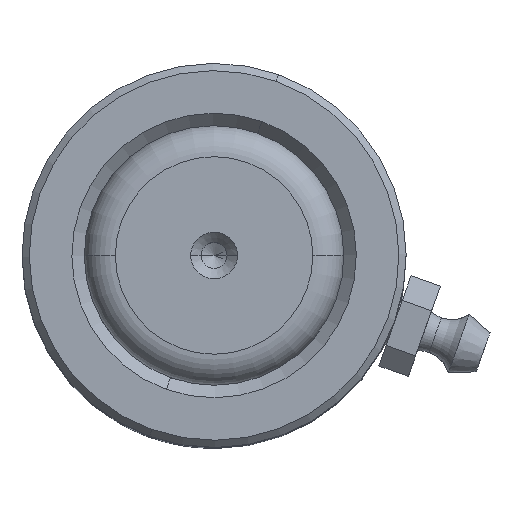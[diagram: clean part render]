
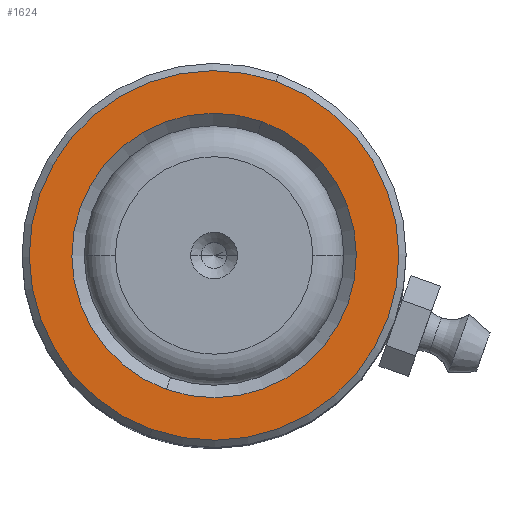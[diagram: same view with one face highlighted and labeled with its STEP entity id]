
A CAD part, top view. The second image highlights one B-rep face of the part: STEP entity #1624.
In plain terms, the highlighted planar face has unit normal (0, 0, 1).
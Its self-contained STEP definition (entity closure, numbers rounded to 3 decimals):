
#11 = CARTESIAN_POINT ( 'NONE',  ( -17.8, 0., 60. ) ) ;
#136 = VERTEX_POINT ( 'NONE', #3769 ) ;
#301 = AXIS2_PLACEMENT_3D ( 'NONE', #8544, #5217, #2556 ) ;
#518 = FACE_OUTER_BOUND ( 'NONE', #1134, .T. ) ;
#521 = ORIENTED_EDGE ( 'NONE', *, *, #6603, .T. ) ;
#1065 = DIRECTION ( 'NONE',  ( 1., 0., 0. ) ) ;
#1128 = AXIS2_PLACEMENT_3D ( 'NONE', #4389, #5073, #1065 ) ;
#1134 = EDGE_LOOP ( 'NONE', ( #521, #3236 ) ) ;
#1437 = CARTESIAN_POINT ( 'NONE',  ( 0., 0., 60. ) ) ;
#1624 = ADVANCED_FACE ( 'NONE', ( #518, #6199 ), #3392, .T. ) ;
#1689 = DIRECTION ( 'NONE',  ( 0., 0., -1. ) ) ;
#2111 = EDGE_CURVE ( 'NONE', #136, #5949, #8182, .T. ) ;
#2556 = DIRECTION ( 'NONE',  ( 1., 0., 0. ) ) ;
#2805 = ORIENTED_EDGE ( 'NONE', *, *, #2111, .T. ) ;
#2990 = CARTESIAN_POINT ( 'NONE',  ( 0., 0., 60. ) ) ;
#3077 = EDGE_CURVE ( 'NONE', #7942, #4406, #6079, .T. ) ;
#3236 = ORIENTED_EDGE ( 'NONE', *, *, #3077, .T. ) ;
#3392 = PLANE ( 'NONE',  #5959 ) ;
#3769 = CARTESIAN_POINT ( 'NONE',  ( -13.7, 0., 60. ) ) ;
#3798 = CIRCLE ( 'NONE', #301, 13.7 ) ;
#3891 = DIRECTION ( 'NONE',  ( 0., 0., 1. ) ) ;
#4147 = DIRECTION ( 'NONE',  ( 1., 0., 0. ) ) ;
#4196 = AXIS2_PLACEMENT_3D ( 'NONE', #4689, #3891, #6061 ) ;
#4333 = DIRECTION ( 'NONE',  ( 1., 0., 0. ) ) ;
#4389 = CARTESIAN_POINT ( 'NONE',  ( 0., 0., 60. ) ) ;
#4406 = VERTEX_POINT ( 'NONE', #11 ) ;
#4689 = CARTESIAN_POINT ( 'NONE',  ( 0., 0., 60. ) ) ;
#5049 = CIRCLE ( 'NONE', #4196, 17.8 ) ;
#5073 = DIRECTION ( 'NONE',  ( 0., 0., 1. ) ) ;
#5217 = DIRECTION ( 'NONE',  ( 0., 0., -1. ) ) ;
#5949 = VERTEX_POINT ( 'NONE', #8422 ) ;
#5959 = AXIS2_PLACEMENT_3D ( 'NONE', #1437, #6198, #4147 ) ;
#6061 = DIRECTION ( 'NONE',  ( 1., 0., 0. ) ) ;
#6079 = CIRCLE ( 'NONE', #1128, 17.8 ) ;
#6141 = EDGE_CURVE ( 'NONE', #5949, #136, #3798, .T. ) ;
#6198 = DIRECTION ( 'NONE',  ( 0., 0., 1. ) ) ;
#6199 = FACE_BOUND ( 'NONE', #7847, .T. ) ;
#6603 = EDGE_CURVE ( 'NONE', #4406, #7942, #5049, .T. ) ;
#7437 = ORIENTED_EDGE ( 'NONE', *, *, #6141, .T. ) ;
#7546 = CARTESIAN_POINT ( 'NONE',  ( 17.8, 0., 60. ) ) ;
#7807 = AXIS2_PLACEMENT_3D ( 'NONE', #2990, #1689, #4333 ) ;
#7847 = EDGE_LOOP ( 'NONE', ( #7437, #2805 ) ) ;
#7942 = VERTEX_POINT ( 'NONE', #7546 ) ;
#8182 = CIRCLE ( 'NONE', #7807, 13.7 ) ;
#8422 = CARTESIAN_POINT ( 'NONE',  ( 13.7, 0., 60. ) ) ;
#8544 = CARTESIAN_POINT ( 'NONE',  ( 0., 0., 60. ) ) ;
